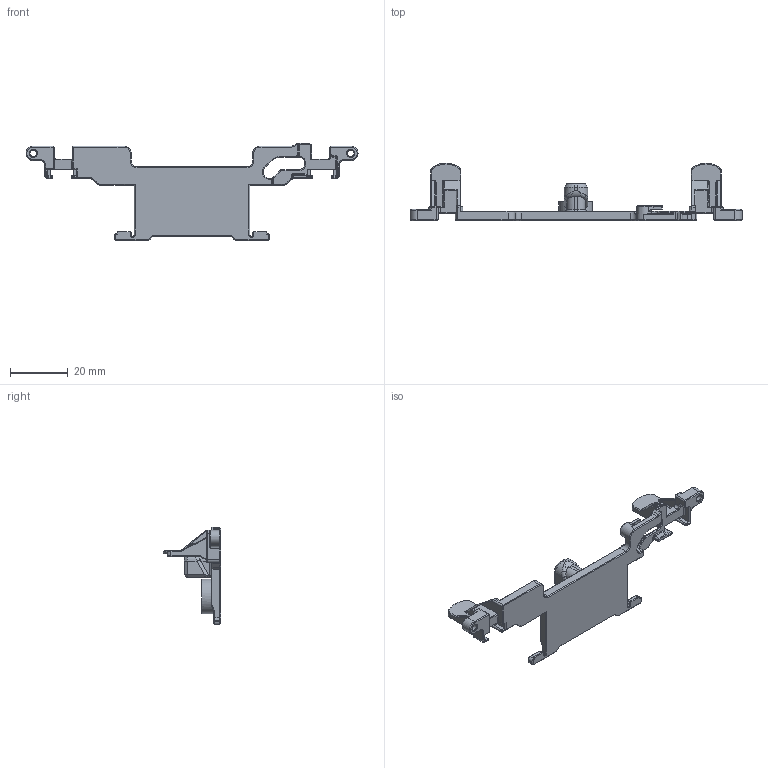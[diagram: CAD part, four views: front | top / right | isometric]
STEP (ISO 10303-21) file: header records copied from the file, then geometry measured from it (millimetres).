
FILE_DESCRIPTION(/* description */ (''),/* implementation_level */ '2;1');
FILE_NAME(/* name */ 'wumble_v1.step',/* time_stamp */ '2022-06-11T02:09:26-04:00',/* author */ (''),/* organization */ (''),/* preprocessor_version */ 'ST-DEVELOPER v19',/* originating_system */ 'Autodesk Translation Framework v11.7.0.108',/* authorisation */ '');
FILE_SCHEMA (('AUTOMOTIVE_DESIGN { 1 0 10303 214 3 1 1 }'));
Length unit declared in the file: millimetre
Products named in the file (1): Untitled
Bounding box: 115.15 x 20 x 33.8 mm (x, y, z)
Volume: 6585.3 mm3; surface area: 6113.2 mm2
Topology: 1 solids, 1 shells, 750 faces, 1903 edges, 1144 vertices
Faces by surface type: plane 338, cone 158, cylinder 125, bspline 124, torus 5
Full cylindrical faces by diameter (mm): 2.3 x2, 5 x1
Entity records: 24920 total; most frequent: CARTESIAN_POINT 7936, ORIENTED_EDGE 3782, DIRECTION 3302, EDGE_CURVE 1891, LINE 1144, VECTOR 1144, VERTEX_POINT 1144, AXIS2_PLACEMENT_3D 1079
